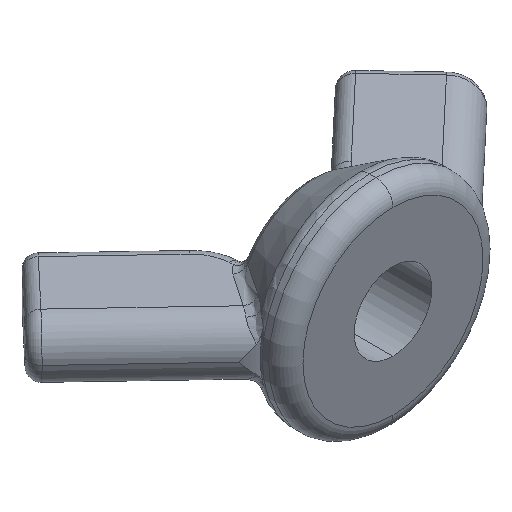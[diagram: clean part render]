
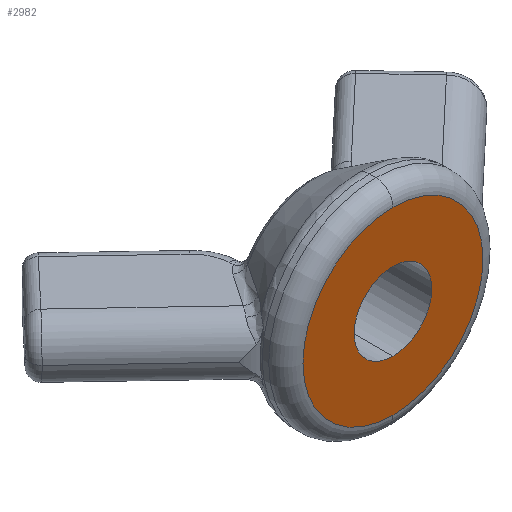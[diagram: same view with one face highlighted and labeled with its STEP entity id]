
A CAD part, isometric view. The second image highlights one B-rep face of the part: STEP entity #2982.
In plain terms, the highlighted planar face has unit normal (0, -1, 0).
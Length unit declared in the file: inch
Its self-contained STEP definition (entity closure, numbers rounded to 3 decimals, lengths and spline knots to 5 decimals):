
#60 = CARTESIAN_POINT ( 'NONE',  ( 0., 0., 0. ) ) ;
#84 = CIRCLE ( 'NONE', #193, 0.068 ) ;
#191 = DIRECTION ( 'NONE',  ( 0., 0., -1. ) ) ;
#192 = DIRECTION ( 'NONE',  ( 0., -1., 0. ) ) ;
#193 = AXIS2_PLACEMENT_3D ( 'NONE', #60, #192, #191 ) ;
#1358 = PLANE ( 'NONE',  #1408 ) ;
#1405 = DIRECTION ( 'NONE',  ( 0., 0., -1. ) ) ;
#1406 = DIRECTION ( 'NONE',  ( 0., -1., 0. ) ) ;
#1407 = CARTESIAN_POINT ( 'NONE',  ( 0.1575, 0., 0. ) ) ;
#1408 = AXIS2_PLACEMENT_3D ( 'NONE', #1407, #1406, #1405 ) ;
#1410 = FACE_BOUND ( 'NONE', #2822, .T. ) ;
#1417 = AXIS2_PLACEMENT_3D ( 'NONE', #1472, #1471, #1470 ) ;
#1418 = CIRCLE ( 'NONE', #1417, 0.1575 ) ;
#1419 = FACE_OUTER_BOUND ( 'NONE', #2800, .T. ) ;
#1470 = DIRECTION ( 'NONE',  ( 0., 0., -1. ) ) ;
#1471 = DIRECTION ( 'NONE',  ( 0., -1., 0. ) ) ;
#1472 = CARTESIAN_POINT ( 'NONE',  ( 0., 0., 0. ) ) ;
#2800 = EDGE_LOOP ( 'NONE', ( #2984, #2979 ) ) ;
#2822 = EDGE_LOOP ( 'NONE', ( #2902, #3119 ) ) ;
#2839 = VERTEX_POINT ( 'NONE', #3642 ) ;
#2877 = VERTEX_POINT ( 'NONE', #3875 ) ;
#2878 = VERTEX_POINT ( 'NONE', #3888 ) ;
#2880 = EDGE_CURVE ( 'NONE', #2877, #2878, #3868, .T. ) ;
#2882 = VERTEX_POINT ( 'NONE', #3961 ) ;
#2889 = EDGE_CURVE ( 'NONE', #2882, #2839, #3957, .T. ) ;
#2902 = ORIENTED_EDGE ( 'NONE', *, *, #3115, .F. ) ;
#2979 = ORIENTED_EDGE ( 'NONE', *, *, #2983, .T. ) ;
#2982 = ADVANCED_FACE ( 'NONE', ( #1419, #1410 ), #1358, .T. ) ;
#2983 = EDGE_CURVE ( 'NONE', #2839, #2882, #1418, .T. ) ;
#2984 = ORIENTED_EDGE ( 'NONE', *, *, #2889, .T. ) ;
#3115 = EDGE_CURVE ( 'NONE', #2878, #2877, #84, .T. ) ;
#3119 = ORIENTED_EDGE ( 'NONE', *, *, #2880, .F. ) ;
#3642 = CARTESIAN_POINT ( 'NONE',  ( 0., 0., 0.1575 ) ) ;
#3862 = DIRECTION ( 'NONE',  ( 0., 0., -1. ) ) ;
#3863 = DIRECTION ( 'NONE',  ( 0., -1., 0. ) ) ;
#3864 = CARTESIAN_POINT ( 'NONE',  ( 0., 0., 0. ) ) ;
#3865 = AXIS2_PLACEMENT_3D ( 'NONE', #3864, #3863, #3862 ) ;
#3868 = CIRCLE ( 'NONE', #3865, 0.068 ) ;
#3875 = CARTESIAN_POINT ( 'NONE',  ( 0., 0., 0.068 ) ) ;
#3888 = CARTESIAN_POINT ( 'NONE',  ( 0., 0., -0.068 ) ) ;
#3953 = DIRECTION ( 'NONE',  ( 0., 0., -1. ) ) ;
#3954 = DIRECTION ( 'NONE',  ( 0., -1., 0. ) ) ;
#3955 = CARTESIAN_POINT ( 'NONE',  ( 0., 0., 0. ) ) ;
#3956 = AXIS2_PLACEMENT_3D ( 'NONE', #3955, #3954, #3953 ) ;
#3957 = CIRCLE ( 'NONE', #3956, 0.1575 ) ;
#3961 = CARTESIAN_POINT ( 'NONE',  ( 0., 0., -0.1575 ) ) ;
